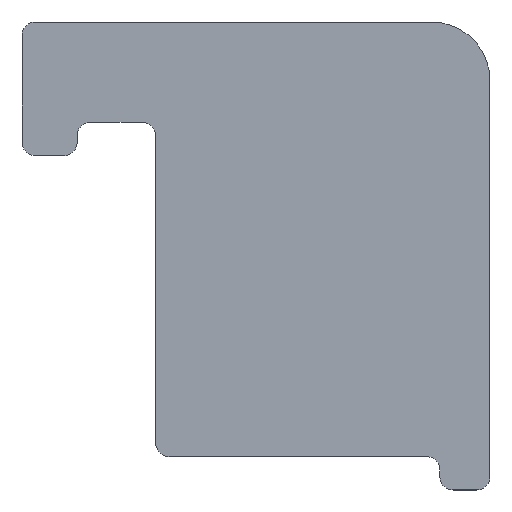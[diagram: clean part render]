
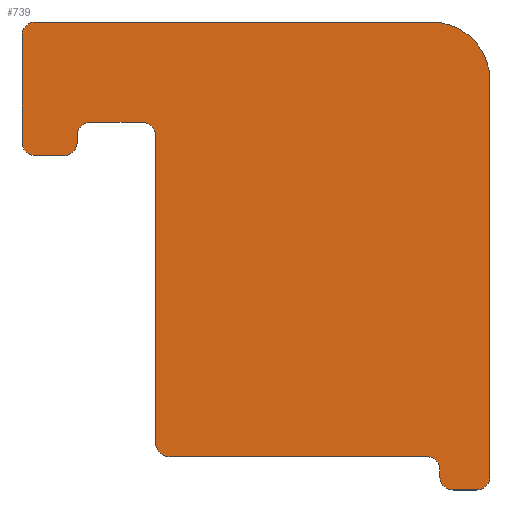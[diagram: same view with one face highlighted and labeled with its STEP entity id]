
A CAD part, top view. The second image highlights one B-rep face of the part: STEP entity #739.
In plain terms, the highlighted planar face has unit normal (0, 0, 1).
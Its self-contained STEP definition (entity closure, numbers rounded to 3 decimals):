
#49=CARTESIAN_POINT('',(-3.5,28.,0.5));
#50=VERTEX_POINT('',#49);
#51=CARTESIAN_POINT('',(0.0,24.5,0.5));
#52=VERTEX_POINT('',#51);
#53=CARTESIAN_POINT('',(-3.5,24.5,0.5));
#54=DIRECTION('',(0.0,0.0,-1.0));
#55=DIRECTION('',(0.707,0.707,0.0));
#56=AXIS2_PLACEMENT_3D('',#53,#54,#55);
#57=CIRCLE('',#56,3.5);
#58=EDGE_CURVE('',#50,#52,#57,.T.);
#260=CARTESIAN_POINT('',(0.0,0.8,0.5));
#261=VERTEX_POINT('',#260);
#262=CARTESIAN_POINT('',(0.0,24.5,0.5));
#263=DIRECTION('',(0.0,-1.0,0.0));
#264=VECTOR('',#263,23.7);
#265=LINE('',#262,#264);
#266=EDGE_CURVE('',#52,#261,#265,.T.);
#285=CARTESIAN_POINT('',(-0.8,0.,0.5));
#286=VERTEX_POINT('',#285);
#287=CARTESIAN_POINT('',(-0.8,0.8,0.5));
#288=DIRECTION('',(0.0,0.0,-1.0));
#289=DIRECTION('',(0.707,-0.707,0.0));
#290=AXIS2_PLACEMENT_3D('',#287,#288,#289);
#291=CIRCLE('',#290,0.8);
#292=EDGE_CURVE('',#261,#286,#291,.T.);
#308=CARTESIAN_POINT('',(-28.,27.2,0.5));
#309=VERTEX_POINT('',#308);
#310=CARTESIAN_POINT('',(-27.2,28.0,0.5));
#311=VERTEX_POINT('',#310);
#312=CARTESIAN_POINT('',(-27.2,27.2,0.5));
#313=DIRECTION('',(0.0,0.0,-1.));
#314=DIRECTION('',(-0.707,0.707,0.0));
#315=AXIS2_PLACEMENT_3D('',#312,#313,#314);
#316=CIRCLE('',#315,0.8);
#317=EDGE_CURVE('',#309,#311,#316,.T.);
#342=CARTESIAN_POINT('',(-28.,20.8,0.5));
#343=VERTEX_POINT('',#342);
#350=CARTESIAN_POINT('',(-28.,20.8,0.5));
#351=DIRECTION('',(0.0,1.0,0.0));
#352=VECTOR('',#351,6.4);
#353=LINE('',#350,#352);
#354=EDGE_CURVE('',#343,#309,#353,.T.);
#364=CARTESIAN_POINT('',(-27.2,20.,0.5));
#365=VERTEX_POINT('',#364);
#366=CARTESIAN_POINT('',(-27.2,20.8,0.5));
#367=DIRECTION('',(0.0,0.0,-1.));
#368=DIRECTION('',(-0.707,-0.707,0.0));
#369=AXIS2_PLACEMENT_3D('',#366,#367,#368);
#370=CIRCLE('',#369,0.8);
#371=EDGE_CURVE('',#365,#343,#370,.T.);
#391=CARTESIAN_POINT('',(-25.5,20.,0.5));
#392=VERTEX_POINT('',#391);
#399=CARTESIAN_POINT('',(-25.5,20.,0.5));
#400=DIRECTION('',(-1.0,0.0,0.0));
#401=VECTOR('',#400,1.7);
#402=LINE('',#399,#401);
#403=EDGE_CURVE('',#392,#365,#402,.T.);
#413=CARTESIAN_POINT('',(-24.7,20.8,0.5));
#414=VERTEX_POINT('',#413);
#415=CARTESIAN_POINT('',(-25.5,20.8,0.5));
#416=DIRECTION('',(0.0,0.0,-1.));
#417=DIRECTION('',(0.707,-0.707,0.0));
#418=AXIS2_PLACEMENT_3D('',#415,#416,#417);
#419=CIRCLE('',#418,0.8);
#420=EDGE_CURVE('',#414,#392,#419,.T.);
#440=CARTESIAN_POINT('',(-24.7,21.2,0.5));
#441=VERTEX_POINT('',#440);
#448=CARTESIAN_POINT('',(-24.7,21.2,0.5));
#449=DIRECTION('',(0.0,-1.0,0.0));
#450=VECTOR('',#449,0.4);
#451=LINE('',#448,#450);
#452=EDGE_CURVE('',#441,#414,#451,.T.);
#463=CARTESIAN_POINT('',(-23.9,22.,0.5));
#464=VERTEX_POINT('',#463);
#471=CARTESIAN_POINT('',(-23.9,21.2,0.5));
#472=DIRECTION('',(0.0,0.0,1.));
#473=DIRECTION('',(-0.707,0.707,0.0));
#474=AXIS2_PLACEMENT_3D('',#471,#472,#473);
#475=CIRCLE('',#474,0.8);
#476=EDGE_CURVE('',#464,#441,#475,.T.);
#489=CARTESIAN_POINT('',(-20.8,22.,0.5));
#490=VERTEX_POINT('',#489);
#497=CARTESIAN_POINT('',(-20.8,22.,0.5));
#498=DIRECTION('',(-1.0,0.0,0.0));
#499=VECTOR('',#498,3.1);
#500=LINE('',#497,#499);
#501=EDGE_CURVE('',#490,#464,#500,.T.);
#512=CARTESIAN_POINT('',(-20.0,21.2,0.5));
#513=VERTEX_POINT('',#512);
#520=CARTESIAN_POINT('',(-20.8,21.2,0.5));
#521=DIRECTION('',(0.0,0.0,1.0));
#522=DIRECTION('',(0.707,0.707,0.0));
#523=AXIS2_PLACEMENT_3D('',#520,#521,#522);
#524=CIRCLE('',#523,0.8);
#525=EDGE_CURVE('',#513,#490,#524,.T.);
#538=CARTESIAN_POINT('',(-20.,2.8,0.5));
#539=VERTEX_POINT('',#538);
#546=CARTESIAN_POINT('',(-20.,2.8,0.5));
#547=DIRECTION('',(0.0,1.0,0.0));
#548=VECTOR('',#547,18.4);
#549=LINE('',#546,#548);
#550=EDGE_CURVE('',#539,#513,#549,.T.);
#560=CARTESIAN_POINT('',(-2.2,0.,0.5));
#561=VERTEX_POINT('',#560);
#562=CARTESIAN_POINT('',(-3.,0.8,0.5));
#563=VERTEX_POINT('',#562);
#564=CARTESIAN_POINT('',(-2.2,0.8,0.5));
#565=DIRECTION('',(0.0,0.0,-1.));
#566=DIRECTION('',(-0.707,-0.707,0.0));
#567=AXIS2_PLACEMENT_3D('',#564,#565,#566);
#568=CIRCLE('',#567,0.8);
#569=EDGE_CURVE('',#561,#563,#568,.T.);
#593=CARTESIAN_POINT('',(-3.,1.2,0.5));
#594=VERTEX_POINT('',#593);
#595=CARTESIAN_POINT('',(-3.,0.8,0.5));
#596=DIRECTION('',(0.0,1.0,0.0));
#597=VECTOR('',#596,0.4);
#598=LINE('',#595,#597);
#599=EDGE_CURVE('',#563,#594,#598,.T.);
#618=CARTESIAN_POINT('',(-3.8,2.,0.5));
#619=VERTEX_POINT('',#618);
#620=CARTESIAN_POINT('',(-3.8,1.2,0.5));
#621=DIRECTION('',(0.0,0.0,1.));
#622=DIRECTION('',(0.707,0.707,0.0));
#623=AXIS2_PLACEMENT_3D('',#620,#621,#622);
#624=CIRCLE('',#623,0.8);
#625=EDGE_CURVE('',#594,#619,#624,.T.);
#641=CARTESIAN_POINT('',(-19.2,2.,0.5));
#642=VERTEX_POINT('',#641);
#643=CARTESIAN_POINT('',(-19.2,2.8,0.5));
#644=DIRECTION('',(0.0,0.0,-1.0));
#645=DIRECTION('',(-0.707,-0.707,0.0));
#646=AXIS2_PLACEMENT_3D('',#643,#644,#645);
#647=CIRCLE('',#646,0.8);
#648=EDGE_CURVE('',#642,#539,#647,.T.);
#667=CARTESIAN_POINT('',(-3.8,2.,0.5));
#668=DIRECTION('',(-1.0,0.0,0.0));
#669=VECTOR('',#668,15.4);
#670=LINE('',#667,#669);
#671=EDGE_CURVE('',#619,#642,#670,.T.);
#684=CARTESIAN_POINT('',(-0.8,0.,0.5));
#685=DIRECTION('',(-1.0,0.0,0.0));
#686=VECTOR('',#685,1.4);
#687=LINE('',#684,#686);
#688=EDGE_CURVE('',#286,#561,#687,.T.);
#703=CARTESIAN_POINT('',(-27.2,28.0,0.5));
#704=DIRECTION('',(1.0,0.0,0.0));
#705=VECTOR('',#704,23.7);
#706=LINE('',#703,#705);
#707=EDGE_CURVE('',#311,#50,#706,.T.);
#712=CARTESIAN_POINT('',(-12.616,15.995,0.5));
#713=DIRECTION('',(0.0,0.0,1.0));
#714=DIRECTION('',(1.0,0.0,0.0));
#715=AXIS2_PLACEMENT_3D('',#712,#713,#714);
#716=PLANE('',#715);
#717=ORIENTED_EDGE('',*,*,#58,.F.);
#718=ORIENTED_EDGE('',*,*,#707,.F.);
#719=ORIENTED_EDGE('',*,*,#317,.F.);
#720=ORIENTED_EDGE('',*,*,#354,.F.);
#721=ORIENTED_EDGE('',*,*,#371,.F.);
#722=ORIENTED_EDGE('',*,*,#403,.F.);
#723=ORIENTED_EDGE('',*,*,#420,.F.);
#724=ORIENTED_EDGE('',*,*,#452,.F.);
#725=ORIENTED_EDGE('',*,*,#476,.F.);
#726=ORIENTED_EDGE('',*,*,#501,.F.);
#727=ORIENTED_EDGE('',*,*,#525,.F.);
#728=ORIENTED_EDGE('',*,*,#550,.F.);
#729=ORIENTED_EDGE('',*,*,#648,.F.);
#730=ORIENTED_EDGE('',*,*,#671,.F.);
#731=ORIENTED_EDGE('',*,*,#625,.F.);
#732=ORIENTED_EDGE('',*,*,#599,.F.);
#733=ORIENTED_EDGE('',*,*,#569,.F.);
#734=ORIENTED_EDGE('',*,*,#688,.F.);
#735=ORIENTED_EDGE('',*,*,#292,.F.);
#736=ORIENTED_EDGE('',*,*,#266,.F.);
#737=EDGE_LOOP('',(#717,#718,#719,#720,#721,#722,#723,#724,#725,#726,#727,#728,#729,#730,#731,#732,#733,#734,#735,#736));
#738=FACE_OUTER_BOUND('',#737,.T.);
#739=ADVANCED_FACE('',(#738),#716,.T.);
